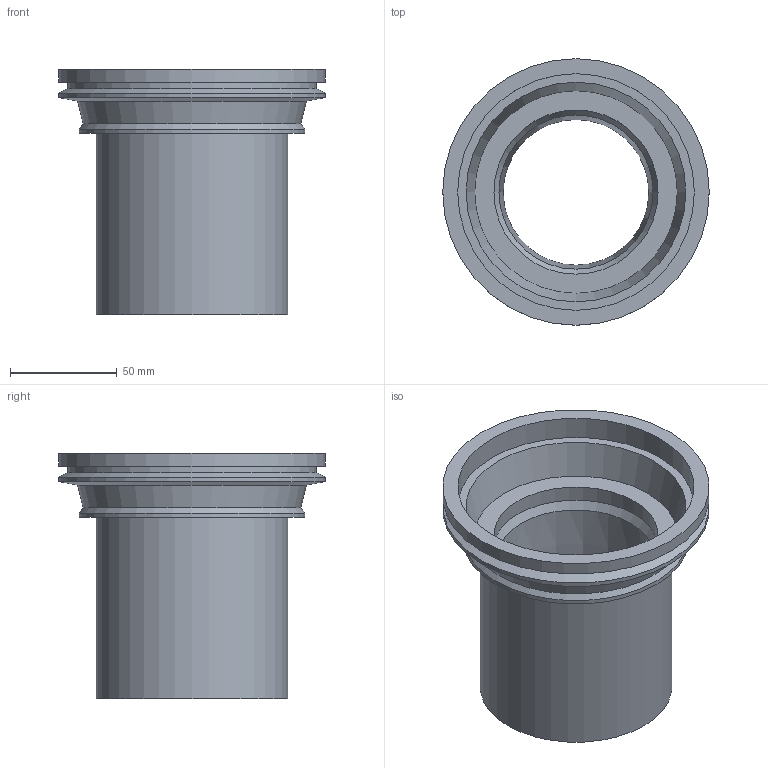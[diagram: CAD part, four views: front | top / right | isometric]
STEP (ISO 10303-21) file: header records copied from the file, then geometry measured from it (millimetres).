
FILE_DESCRIPTION(/* description */ ('STEP AP214'),/* implementation_level */ '2;1');
FILE_NAME(/* name */ '482080001(1)',/* time_stamp */ '2022-12-23T08:15:44+01:00',/* author */ ('License CC BY-ND 4.0'),/* organization */ ('CADENAS'),/* preprocessor_version */ 'ST-DEVELOPER v18.102',/* originating_system */ 'PARTsolutions',/* authorisation */ ' ');
FILE_SCHEMA (('AUTOMOTIVE_DESIGN {1 0 10303 214 3 1 1}'));
Length unit declared in the file: millimetre
Products named in the file (3): 482080001(1); 482080001(1,85)_P2; 482080001(1)_P1
Assembly tree (2 placements, depth 2):
  482080001(1)
    482080001(1,85)_P2
    482080001(1)_P1
Bounding box: 125 x 125 x 115 mm (x, y, z)
Volume: 149647.5 mm3; surface area: 115121.2 mm2
Topology: 2 solids, 2 shells, 26 faces, 44 edges, 26 vertices
Faces by surface type: cylinder 9, cone 9, plane 8
Full cylindrical faces by diameter (mm): 76.996 x1, 86.286 x1, 86.4 x1, 90 x1, 105.996 x1, 111 x1, 116.5 x1, 125 x2
Entity records: 607 total; most frequent: DIRECTION 110, CARTESIAN_POINT 81, AXIS2_PLACEMENT_3D 55, ORIENTED_EDGE 52, EDGE_LOOP 52, FACE_BOUND 52, EDGE_CURVE 26, VERTEX_POINT 26
